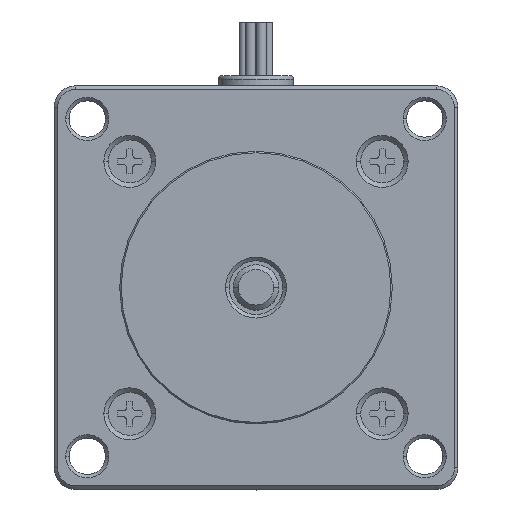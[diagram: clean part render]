
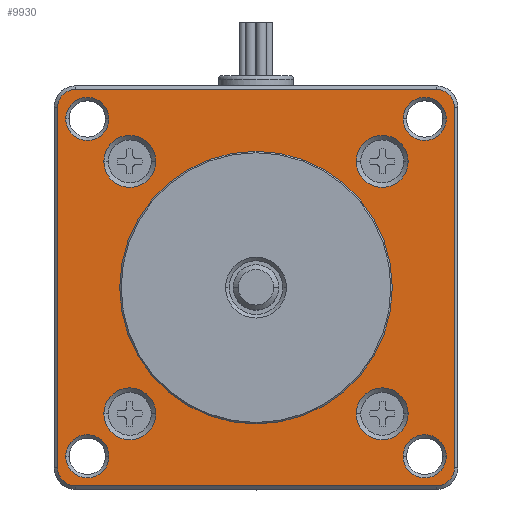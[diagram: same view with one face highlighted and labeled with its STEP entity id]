
A CAD part, top view. The second image highlights one B-rep face of the part: STEP entity #9930.
In plain terms, the highlighted planar face has unit normal (0, 0, 1).
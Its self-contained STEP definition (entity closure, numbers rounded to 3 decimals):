
#7100=CARTESIAN_POINT('',(17.642,-17.642,
0.));
#7110=DIRECTION('',(-0.,-0.,-1.));
#7120=DIRECTION('',(1.,0.,0.));
#7130=AXIS2_PLACEMENT_3D('',#7100,#7110,#7120);
#7140=CIRCLE('',#7130,3.63);
#7150=CARTESIAN_POINT('',(17.642,-14.012,
0.));
#7160=VERTEX_POINT('',#7150);
#7170=CARTESIAN_POINT('',(21.272,-17.642,0.));
#7180=VERTEX_POINT('',#7170);
#7190=EDGE_CURVE('',#7160,#7180,#7140,.T.);
#7370=CARTESIAN_POINT('',(14.012,-17.642,
0.));
#7380=VERTEX_POINT('',#7370);
#7410=EDGE_CURVE('',#7380,#7160,#7140,.T.);
#7880=CARTESIAN_POINT('',(-27.72,-27.72,0.));
#7890=DIRECTION('',(0.,0.,1.));
#7900=DIRECTION('',(1.,0.,-0.));
#7910=AXIS2_PLACEMENT_3D('',#7880,#7890,#7900);
#7920=PLANE('',#7910);
#7930=CARTESIAN_POINT('',(0.,27.72,-0.));
#7940=DIRECTION('',(1.,-0.,-0.));
#7950=VECTOR('',#7940,1.);
#7960=LINE('',#7930,#7950);
#7970=CARTESIAN_POINT('',(-25.2,27.72,0.));
#7980=VERTEX_POINT('',#7970);
#7990=CARTESIAN_POINT('',(25.2,27.72,0.));
#8000=VERTEX_POINT('',#7990);
#8010=EDGE_CURVE('',#7980,#8000,#7960,.T.);
#8020=ORIENTED_EDGE('',*,*,#8010,.F.);
#8030=CARTESIAN_POINT('',(25.2,25.2,0.));
#8040=DIRECTION('',(-0.,-0.,1.));
#8050=DIRECTION('',(-1.,0.,-0.));
#8060=AXIS2_PLACEMENT_3D('',#8030,#8040,#8050);
#8070=CIRCLE('',#8060,2.52);
#8080=CARTESIAN_POINT('',(27.72,25.2,
0.));
#8090=VERTEX_POINT('',#8080);
#8100=EDGE_CURVE('',#8090,#8000,#8070,.T.);
#8110=ORIENTED_EDGE('',*,*,#8100,.T.);
#8120=CARTESIAN_POINT('',(27.72,0.,0.));
#8130=DIRECTION('',(0.,-1.,-0.));
#8140=VECTOR('',#8130,1.);
#8150=LINE('',#8120,#8140);
#8160=CARTESIAN_POINT('',(27.72,-25.2,0.));
#8170=VERTEX_POINT('',#8160);
#8180=EDGE_CURVE('',#8090,#8170,#8150,.T.);
#8190=ORIENTED_EDGE('',*,*,#8180,.F.);
#8200=CARTESIAN_POINT('',(25.2,-25.2,0.));
#8210=DIRECTION('',(-0.,-0.,1.));
#8220=DIRECTION('',(-1.,0.,-0.));
#8230=AXIS2_PLACEMENT_3D('',#8200,#8210,#8220);
#8240=CIRCLE('',#8230,2.52);
#8250=CARTESIAN_POINT('',(25.2,-27.72,0.));
#8260=VERTEX_POINT('',#8250);
#8270=EDGE_CURVE('',#8260,#8170,#8240,.T.);
#8280=ORIENTED_EDGE('',*,*,#8270,.T.);
#8290=CARTESIAN_POINT('',(0.,-27.72,0.));
#8300=DIRECTION('',(-1.,-0.,-0.));
#8310=VECTOR('',#8300,1.);
#8320=LINE('',#8290,#8310);
#8330=CARTESIAN_POINT('',(-25.2,-27.72,0.));
#8340=VERTEX_POINT('',#8330);
#8350=EDGE_CURVE('',#8260,#8340,#8320,.T.);
#8360=ORIENTED_EDGE('',*,*,#8350,.F.);
#8370=CARTESIAN_POINT('',(-25.2,-25.2,0.));
#8380=DIRECTION('',(-0.,-0.,1.));
#8390=DIRECTION('',(-1.,0.,-0.));
#8400=AXIS2_PLACEMENT_3D('',#8370,#8380,#8390);
#8410=CIRCLE('',#8400,2.52);
#8420=CARTESIAN_POINT('',(-27.72,-25.2,0.));
#8430=VERTEX_POINT('',#8420);
#8440=EDGE_CURVE('',#8430,#8340,#8410,.T.);
#8450=ORIENTED_EDGE('',*,*,#8440,.T.);
#8460=CARTESIAN_POINT('',(-27.72,0.,0.));
#8470=DIRECTION('',(0.,1.,-0.));
#8480=VECTOR('',#8470,1.);
#8490=LINE('',#8460,#8480);
#8500=CARTESIAN_POINT('',(-27.72,25.2,0.));
#8510=VERTEX_POINT('',#8500);
#8520=EDGE_CURVE('',#8430,#8510,#8490,.T.);
#8530=ORIENTED_EDGE('',*,*,#8520,.F.);
#8540=CARTESIAN_POINT('',(-25.2,25.2,0.));
#8550=DIRECTION('',(-0.,-0.,1.));
#8560=DIRECTION('',(-1.,0.,-0.));
#8570=AXIS2_PLACEMENT_3D('',#8540,#8550,#8560);
#8580=CIRCLE('',#8570,2.52);
#8590=EDGE_CURVE('',#7980,#8510,#8580,.T.);
#8600=ORIENTED_EDGE('',*,*,#8590,.T.);
#8610=EDGE_LOOP('',(#8600,#8530,#8450,#8360,#8280,#8190,#8110,#8020));
#8620=FACE_OUTER_BOUND('',#8610,.T.);
#8630=CARTESIAN_POINT('',(17.642,17.642,0.
));
#8640=DIRECTION('',(-0.,-0.,-1.));
#8650=DIRECTION('',(1.,0.,0.));
#8660=AXIS2_PLACEMENT_3D('',#8630,#8640,#8650);
#8670=CIRCLE('',#8660,3.63);
#8680=CARTESIAN_POINT('',(14.012,17.642,
0.));
#8690=VERTEX_POINT('',#8680);
#8700=CARTESIAN_POINT('',(21.272,17.642,0.
));
#8710=VERTEX_POINT('',#8700);
#8720=EDGE_CURVE('',#8690,#8710,#8670,.T.);
#8730=ORIENTED_EDGE('',*,*,#8720,.T.);
#8740=EDGE_CURVE('',#8710,#8690,#8670,.T.);
#8750=ORIENTED_EDGE('',*,*,#8740,.T.);
#8760=EDGE_LOOP('',(#8750,#8730));
#8770=FACE_BOUND('',#8760,.T.);
#8780=CARTESIAN_POINT('',(-17.642,17.642,
0.));
#8790=DIRECTION('',(-0.,-0.,-1.));
#8800=DIRECTION('',(1.,0.,0.));
#8810=AXIS2_PLACEMENT_3D('',#8780,#8790,#8800);
#8820=CIRCLE('',#8810,3.63);
#8830=CARTESIAN_POINT('',(-21.272,17.642,
0.));
#8840=VERTEX_POINT('',#8830);
#8850=CARTESIAN_POINT('',(-14.012,17.642,
0.));
#8860=VERTEX_POINT('',#8850);
#8870=EDGE_CURVE('',#8840,#8860,#8820,.T.);
#8880=ORIENTED_EDGE('',*,*,#8870,.T.);
#8890=CARTESIAN_POINT('',(-17.642,14.012,
0.));
#8900=VERTEX_POINT('',#8890);
#8910=EDGE_CURVE('',#8900,#8840,#8820,.T.);
#8920=ORIENTED_EDGE('',*,*,#8910,.T.);
#8930=EDGE_CURVE('',#8860,#8900,#8820,.T.);
#8940=ORIENTED_EDGE('',*,*,#8930,.T.);
#8950=EDGE_LOOP('',(#8940,#8920,#8880));
#8960=FACE_BOUND('',#8950,.T.);
#8970=CARTESIAN_POINT('',(-17.642,-17.642,
0.));
#8980=DIRECTION('',(-0.,-0.,-1.));
#8990=DIRECTION('',(1.,0.,0.));
#9000=AXIS2_PLACEMENT_3D('',#8970,#8980,#8990);
#9010=CIRCLE('',#9000,3.63);
#9020=CARTESIAN_POINT('',(-14.012,-17.642,
0.));
#9030=VERTEX_POINT('',#9020);
#9040=CARTESIAN_POINT('',(-21.272,-17.642,
0.));
#9050=VERTEX_POINT('',#9040);
#9060=EDGE_CURVE('',#9030,#9050,#9010,.T.);
#9070=ORIENTED_EDGE('',*,*,#9060,.T.);
#9080=EDGE_CURVE('',#9050,#9030,#9010,.T.);
#9090=ORIENTED_EDGE('',*,*,#9080,.T.);
#9100=EDGE_LOOP('',(#9090,#9070));
#9110=FACE_BOUND('',#9100,.T.);
#9120=EDGE_CURVE('',#7180,#7380,#7140,.T.);
#9130=ORIENTED_EDGE('',*,*,#9120,.T.);
#9140=ORIENTED_EDGE('',*,*,#7190,.T.);
#9150=ORIENTED_EDGE('',*,*,#7410,.T.);
#9160=EDGE_LOOP('',(#9150,#9140,#9130));
#9170=FACE_BOUND('',#9160,.T.);
#9180=CARTESIAN_POINT('',(-23.575,-23.575,
0.));
#9190=DIRECTION('',(-0.,-0.,-1.));
#9200=DIRECTION('',(1.,0.,0.));
#9210=AXIS2_PLACEMENT_3D('',#9180,#9190,#9200);
#9220=CIRCLE('',#9210,3.02);
#9230=CARTESIAN_POINT('',(-26.595,-23.575,
0.));
#9240=VERTEX_POINT('',#9230);
#9250=CARTESIAN_POINT('',(-20.555,-23.575,
0.));
#9260=VERTEX_POINT('',#9250);
#9270=EDGE_CURVE('',#9240,#9260,#9220,.T.);
#9280=ORIENTED_EDGE('',*,*,#9270,.T.);
#9290=EDGE_CURVE('',#9260,#9240,#9220,.T.);
#9300=ORIENTED_EDGE('',*,*,#9290,.T.);
#9310=EDGE_LOOP('',(#9300,#9280));
#9320=FACE_BOUND('',#9310,.T.);
#9330=CARTESIAN_POINT('',(23.575,-23.575,
0.));
#9340=DIRECTION('',(-0.,-0.,-1.));
#9350=DIRECTION('',(1.,0.,0.));
#9360=AXIS2_PLACEMENT_3D('',#9330,#9340,#9350);
#9370=CIRCLE('',#9360,3.02);
#9380=CARTESIAN_POINT('',(20.555,-23.575,
0.));
#9390=VERTEX_POINT('',#9380);
#9400=CARTESIAN_POINT('',(26.595,-23.575,
0.));
#9410=VERTEX_POINT('',#9400);
#9420=EDGE_CURVE('',#9390,#9410,#9370,.T.);
#9430=ORIENTED_EDGE('',*,*,#9420,.T.);
#9440=EDGE_CURVE('',#9410,#9390,#9370,.T.);
#9450=ORIENTED_EDGE('',*,*,#9440,.T.);
#9460=EDGE_LOOP('',(#9450,#9430));
#9470=FACE_BOUND('',#9460,.T.);
#9480=CARTESIAN_POINT('',(23.575,23.575,0.
));
#9490=DIRECTION('',(-0.,-0.,-1.));
#9500=DIRECTION('',(1.,0.,0.));
#9510=AXIS2_PLACEMENT_3D('',#9480,#9490,#9500);
#9520=CIRCLE('',#9510,3.02);
#9530=CARTESIAN_POINT('',(26.595,23.575,0.));
#9540=VERTEX_POINT('',#9530);
#9550=CARTESIAN_POINT('',(20.555,23.575,0.
));
#9560=VERTEX_POINT('',#9550);
#9570=EDGE_CURVE('',#9540,#9560,#9520,.T.);
#9580=ORIENTED_EDGE('',*,*,#9570,.T.);
#9590=EDGE_CURVE('',#9560,#9540,#9520,.T.);
#9600=ORIENTED_EDGE('',*,*,#9590,.T.);
#9610=EDGE_LOOP('',(#9600,#9580));
#9620=FACE_BOUND('',#9610,.T.);
#9630=CARTESIAN_POINT('',(-23.575,23.575,
0.));
#9640=DIRECTION('',(-0.,-0.,-1.));
#9650=DIRECTION('',(1.,0.,0.));
#9660=AXIS2_PLACEMENT_3D('',#9630,#9640,#9650);
#9670=CIRCLE('',#9660,3.02);
#9680=CARTESIAN_POINT('',(-20.555,23.575,0.));
#9690=VERTEX_POINT('',#9680);
#9700=CARTESIAN_POINT('',(-26.595,23.575,
0.));
#9710=VERTEX_POINT('',#9700);
#9720=EDGE_CURVE('',#9690,#9710,#9670,.T.);
#9730=ORIENTED_EDGE('',*,*,#9720,.T.);
#9740=EDGE_CURVE('',#9710,#9690,#9670,.T.);
#9750=ORIENTED_EDGE('',*,*,#9740,.T.);
#9760=EDGE_LOOP('',(#9750,#9730));
#9770=FACE_BOUND('',#9760,.T.);
#9780=CARTESIAN_POINT('',(0.,0.,0.))
;
#9790=DIRECTION('',(0.,0.,1.));
#9800=DIRECTION('',(1.,0.,0.));
#9810=AXIS2_PLACEMENT_3D('',#9780,#9790,#9800);
#9820=CIRCLE('',#9810,19.05);
#9830=CARTESIAN_POINT('',(19.05,0.,
0.));
#9840=VERTEX_POINT('',#9830);
#9850=CARTESIAN_POINT('',(-19.05,0.,0.));
#9860=VERTEX_POINT('',#9850);
#9870=EDGE_CURVE('',#9840,#9860,#9820,.T.);
#9880=ORIENTED_EDGE('',*,*,#9870,.F.);
#9890=EDGE_CURVE('',#9860,#9840,#9820,.T.);
#9900=ORIENTED_EDGE('',*,*,#9890,.F.);
#9910=EDGE_LOOP('',(#9900,#9880));
#9920=FACE_BOUND('',#9910,.T.);
#9930=ADVANCED_FACE('',(#8620,#8770,#8960,#9110,#9170,#9320,#9470,#9620,
#9770,#9920),#7920,.T.);
